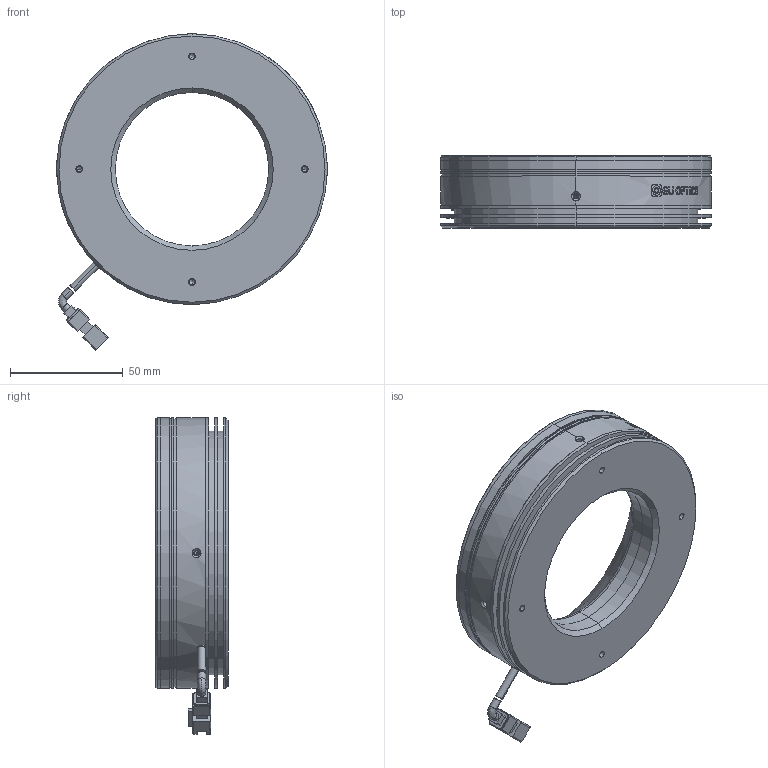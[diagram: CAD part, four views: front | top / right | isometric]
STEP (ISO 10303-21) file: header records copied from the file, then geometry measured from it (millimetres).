
FILE_DESCRIPTION (( 'STEP AP214' ), '1' );
FILE_NAME ('660014-G.STEP', '2019-03-24T08:43:54', ( 'user' ), ( '微软中国' ), 'SwSTEP 2.0', 'SolidWorks 2016', '' );
FILE_SCHEMA (( 'AUTOMOTIVE_DESIGN' ));
Length unit declared in the file: millimetre
Products named in the file (1): 660014-G
Bounding box: 120 x 32 x 140.26 mm (x, y, z)
Volume: 128993 mm3; surface area: 114111.5 mm2
Topology: 266 solids, 266 shells, 4721 faces, 11237 edges, 7323 vertices
Faces by surface type: plane 3214, cylinder 1182, bspline 273, cone 52
Entity records: 192365 total; most frequent: CARTESIAN_POINT 29147, DIRECTION 22347, ORIENTED_EDGE 21402, EDGE_CURVE 10701, LINE 7657, VECTOR 7657, AXIS2_PLACEMENT_3D 7345, VERTEX_POINT 7323
